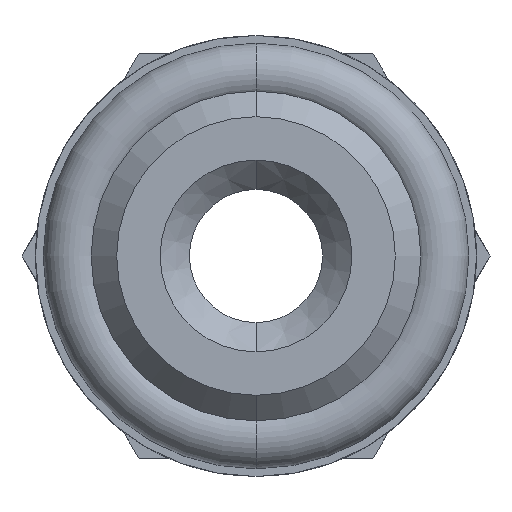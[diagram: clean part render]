
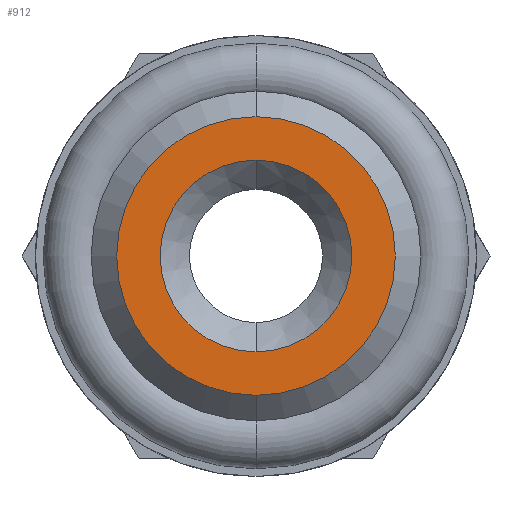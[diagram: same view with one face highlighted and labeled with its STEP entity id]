
A CAD part, front view. The second image highlights one B-rep face of the part: STEP entity #912.
In plain terms, the highlighted planar face has unit normal (0, -1, 0).
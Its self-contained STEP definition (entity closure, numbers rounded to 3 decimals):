
#21 = AXIS2_PLACEMENT_3D ( 'NONE', #157, #947, #289 ) ;
#29 = AXIS2_PLACEMENT_3D ( 'NONE', #1216, #1213, #1203 ) ;
#54 = VERTEX_POINT ( 'NONE', #750 ) ;
#157 = CARTESIAN_POINT ( 'NONE',  ( 0., -5.969, 0. ) ) ;
#188 = EDGE_CURVE ( 'NONE', #418, #1071, #242, .T. ) ;
#234 = EDGE_CURVE ( 'NONE', #432, #54, #1363, .T. ) ;
#242 = CIRCLE ( 'NONE', #29, 4.09 ) ;
#279 = FACE_BOUND ( 'NONE', #1143, .T. ) ;
#289 = DIRECTION ( 'NONE',  ( 0., 0., -1. ) ) ;
#315 = DIRECTION ( 'NONE',  ( 0., -1., 0. ) ) ;
#316 = CARTESIAN_POINT ( 'NONE',  ( 0., -5.969, 4.09 ) ) ;
#337 = DIRECTION ( 'NONE',  ( 0., -1., 0. ) ) ;
#361 = CIRCLE ( 'NONE', #1233, 4.09 ) ;
#411 = CIRCLE ( 'NONE', #1469, 2.815 ) ;
#418 = VERTEX_POINT ( 'NONE', #695 ) ;
#432 = VERTEX_POINT ( 'NONE', #1026 ) ;
#442 = DIRECTION ( 'NONE',  ( 0., 0., -1. ) ) ;
#450 = DIRECTION ( 'NONE',  ( 0., -1., 0. ) ) ;
#455 = CARTESIAN_POINT ( 'NONE',  ( 0., -5.969, 0. ) ) ;
#553 = ORIENTED_EDGE ( 'NONE', *, *, #234, .F. ) ;
#564 = ORIENTED_EDGE ( 'NONE', *, *, #1116, .T. ) ;
#695 = CARTESIAN_POINT ( 'NONE',  ( 0., -5.969, -4.09 ) ) ;
#726 = ORIENTED_EDGE ( 'NONE', *, *, #188, .T. ) ;
#728 = EDGE_CURVE ( 'NONE', #54, #432, #411, .T. ) ;
#750 = CARTESIAN_POINT ( 'NONE',  ( 0., -5.969, -2.815 ) ) ;
#862 = EDGE_LOOP ( 'NONE', ( #564, #726 ) ) ;
#912 = ADVANCED_FACE ( 'NONE', ( #279, #1097 ), #1057, .T. ) ;
#947 = DIRECTION ( 'NONE',  ( 0., -1., 0. ) ) ;
#966 = CARTESIAN_POINT ( 'NONE',  ( 0., -5.969, 0. ) ) ;
#993 = CARTESIAN_POINT ( 'NONE',  ( 0., -5.969, 0. ) ) ;
#1026 = CARTESIAN_POINT ( 'NONE',  ( 0., -5.969, 2.815 ) ) ;
#1057 = PLANE ( 'NONE',  #21 ) ;
#1071 = VERTEX_POINT ( 'NONE', #316 ) ;
#1087 = DIRECTION ( 'NONE',  ( 0., 0., -1. ) ) ;
#1097 = FACE_OUTER_BOUND ( 'NONE', #862, .T. ) ;
#1109 = DIRECTION ( 'NONE',  ( 0., 0., -1. ) ) ;
#1116 = EDGE_CURVE ( 'NONE', #1071, #418, #361, .T. ) ;
#1143 = EDGE_LOOP ( 'NONE', ( #1417, #553 ) ) ;
#1203 = DIRECTION ( 'NONE',  ( 0., 0., -1. ) ) ;
#1213 = DIRECTION ( 'NONE',  ( 0., -1., 0. ) ) ;
#1216 = CARTESIAN_POINT ( 'NONE',  ( 0., -5.969, 0. ) ) ;
#1233 = AXIS2_PLACEMENT_3D ( 'NONE', #966, #315, #1087 ) ;
#1363 = CIRCLE ( 'NONE', #1412, 2.815 ) ;
#1412 = AXIS2_PLACEMENT_3D ( 'NONE', #455, #450, #442 ) ;
#1417 = ORIENTED_EDGE ( 'NONE', *, *, #728, .F. ) ;
#1469 = AXIS2_PLACEMENT_3D ( 'NONE', #993, #337, #1109 ) ;
